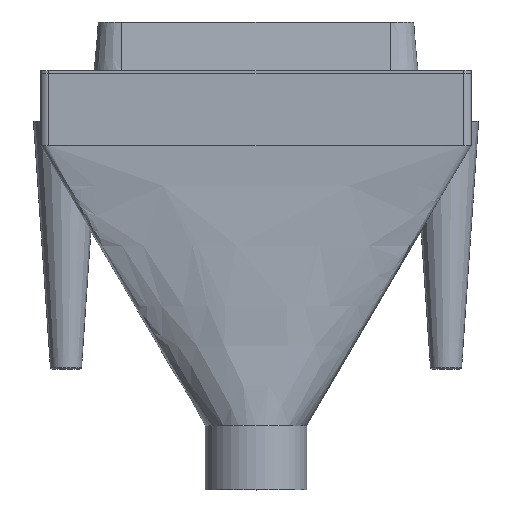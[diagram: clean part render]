
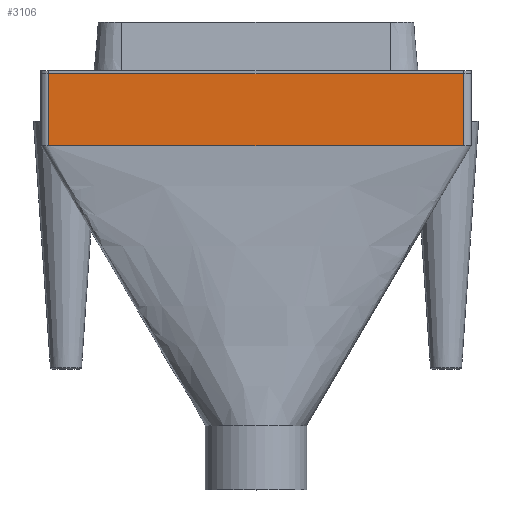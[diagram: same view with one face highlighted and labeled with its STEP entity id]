
A CAD part, top view. The second image highlights one B-rep face of the part: STEP entity #3106.
In plain terms, the highlighted planar face has unit normal (0, 0, 1).
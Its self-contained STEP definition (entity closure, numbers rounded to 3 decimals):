
#189=PLANE('',#3566);
#357=FACE_OUTER_BOUND('',#589,.T.);
#589=EDGE_LOOP('',(#2730,#2731,#2732,#2733));
#737=LINE('',#5724,#892);
#740=LINE('',#5738,#895);
#750=LINE('',#5763,#905);
#751=LINE('',#5765,#906);
#892=VECTOR('',#4545,1000.);
#895=VECTOR('',#4558,10.);
#905=VECTOR('',#4586,10.);
#906=VECTOR('',#4589,1000.);
#1472=VERTEX_POINT('',#5721);
#1473=VERTEX_POINT('',#5723);
#1479=VERTEX_POINT('',#5736);
#1485=VERTEX_POINT('',#5761);
#1884=EDGE_CURVE('',#1472,#1473,#737,.T.);
#1891=EDGE_CURVE('',#1479,#1472,#740,.T.);
#1904=EDGE_CURVE('',#1485,#1473,#750,.T.);
#1905=EDGE_CURVE('',#1485,#1479,#751,.T.);
#2730=ORIENTED_EDGE('',*,*,#1905,.F.);
#2731=ORIENTED_EDGE('',*,*,#1904,.T.);
#2732=ORIENTED_EDGE('',*,*,#1884,.F.);
#2733=ORIENTED_EDGE('',*,*,#1891,.F.);
#3106=ADVANCED_FACE('',(#357),#189,.T.);
#3566=AXIS2_PLACEMENT_3D('',#5764,#4587,#4588);
#4545=DIRECTION('',(-1.,0.,0.));
#4558=DIRECTION('',(0.,-1.,0.));
#4586=DIRECTION('',(0.,-1.,0.));
#4587=DIRECTION('center_axis',(0.,0.,1.));
#4588=DIRECTION('ref_axis',(-1.,0.,0.));
#4589=DIRECTION('',(1.,0.,0.));
#5721=CARTESIAN_POINT('',(42.69,-3.1,5.08));
#5723=CARTESIAN_POINT('',(-9.16,-3.1,5.08));
#5724=CARTESIAN_POINT('',(-10.16,-3.1,5.08));
#5736=CARTESIAN_POINT('',(42.69,5.9,5.08));
#5738=CARTESIAN_POINT('',(42.69,5.9,5.08));
#5761=CARTESIAN_POINT('',(-9.16,5.9,5.08));
#5763=CARTESIAN_POINT('',(-9.16,5.9,5.08));
#5764=CARTESIAN_POINT('Origin',(42.69,5.9,5.08));
#5765=CARTESIAN_POINT('',(-10.16,5.9,5.08));
